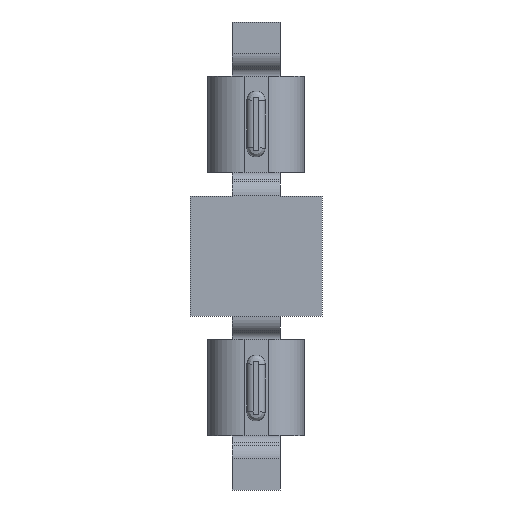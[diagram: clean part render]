
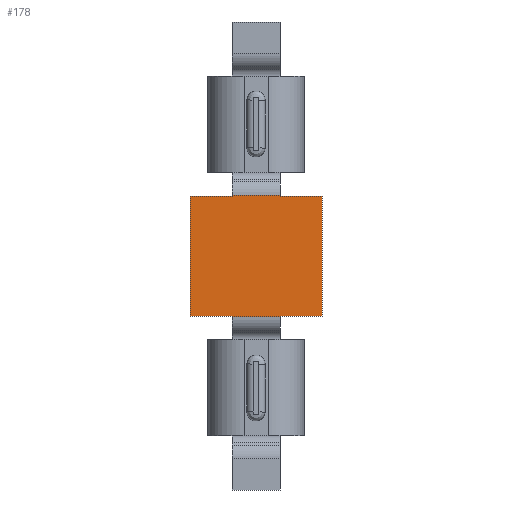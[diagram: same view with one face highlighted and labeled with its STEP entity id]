
A CAD part, front view. The second image highlights one B-rep face of the part: STEP entity #178.
In plain terms, the highlighted planar face has unit normal (0, -1, 0).
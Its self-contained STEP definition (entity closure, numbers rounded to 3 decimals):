
#178=ADVANCED_FACE('',(#515),#516,.F.);
#515=FACE_OUTER_BOUND('',#1904,.T.);
#516=PLANE('',#1905);
#1904=EDGE_LOOP('',(#4010,#4011,#4012,#4013,#4014,#4015,#4016,#4017,#4018,#4019,#4020,#4021));
#1905=AXIS2_PLACEMENT_3D('',#4022,#4023,#4024);
#4010=ORIENTED_EDGE('',*,*,#4960,.F.);
#4011=ORIENTED_EDGE('',*,*,#4961,.F.);
#4012=ORIENTED_EDGE('',*,*,#4949,.F.);
#4013=ORIENTED_EDGE('',*,*,#4920,.F.);
#4014=ORIENTED_EDGE('',*,*,#4917,.F.);
#4015=ORIENTED_EDGE('',*,*,#4913,.T.);
#4016=ORIENTED_EDGE('',*,*,#4911,.T.);
#4017=ORIENTED_EDGE('',*,*,#4910,.F.);
#4018=ORIENTED_EDGE('',*,*,#4906,.F.);
#4019=ORIENTED_EDGE('',*,*,#4903,.F.);
#4020=ORIENTED_EDGE('',*,*,#4959,.F.);
#4021=ORIENTED_EDGE('',*,*,#4962,.T.);
#4022=CARTESIAN_POINT('',(0.2,0.0,0.425));
#4023=DIRECTION('',(-0.0,1.0,0.0));
#4024=DIRECTION('',(1.0,0.0,0.0));
#4903=EDGE_CURVE('',#5582,#5584,#5585,.T.);
#4906=EDGE_CURVE('',#5584,#5589,#5590,.T.);
#4910=EDGE_CURVE('',#5589,#5592,#5595,.T.);
#4911=EDGE_CURVE('',#5596,#5592,#5597,.T.);
#4913=EDGE_CURVE('',#5599,#5596,#5600,.T.);
#4917=EDGE_CURVE('',#5599,#5606,#5607,.T.);
#4920=EDGE_CURVE('',#5606,#5611,#5612,.T.);
#4949=EDGE_CURVE('',#5611,#5662,#5663,.T.);
#4959=EDGE_CURVE('',#5677,#5582,#5679,.T.);
#4960=EDGE_CURVE('',#5680,#5681,#5682,.T.);
#4961=EDGE_CURVE('',#5662,#5680,#5683,.T.);
#4962=EDGE_CURVE('',#5677,#5681,#5684,.T.);
#5582=VERTEX_POINT('',#7130);
#5584=VERTEX_POINT('',#7133);
#5585=LINE('',#7134,#7135);
#5589=VERTEX_POINT('',#7141);
#5590=LINE('',#7142,#7143);
#5592=VERTEX_POINT('',#7146);
#5595=LINE('',#7150,#7151);
#5596=VERTEX_POINT('',#7152);
#5597=LINE('',#7153,#7154);
#5599=VERTEX_POINT('',#7156);
#5600=LINE('',#7157,#7158);
#5606=VERTEX_POINT('',#7167);
#5607=LINE('',#7168,#7169);
#5611=VERTEX_POINT('',#7175);
#5612=LINE('',#7176,#7177);
#5662=VERTEX_POINT('',#7249);
#5663=LINE('',#7250,#7251);
#5677=VERTEX_POINT('',#7271);
#5679=LINE('',#7274,#7275);
#5680=VERTEX_POINT('',#7276);
#5681=VERTEX_POINT('',#7277);
#5682=LINE('',#7278,#7279);
#5683=LINE('',#7280,#7281);
#5684=LINE('',#7282,#7283);
#7130=CARTESIAN_POINT('',(0.55,0.0,0.5));
#7133=CARTESIAN_POINT('',(0.55,0.0,-0.5));
#7134=CARTESIAN_POINT('',(0.55,0.0,0.5));
#7135=VECTOR('',#8643,1.0);
#7141=CARTESIAN_POINT('',(0.2,0.0,-0.5));
#7142=CARTESIAN_POINT('',(0.55,0.0,-0.5));
#7143=VECTOR('',#8646,0.35);
#7146=CARTESIAN_POINT('',(0.2,0.0,-0.507));
#7150=CARTESIAN_POINT('',(0.2,0.0,-0.5));
#7151=VECTOR('',#8652,0.007);
#7152=CARTESIAN_POINT('',(-0.2,0.0,-0.507));
#7153=CARTESIAN_POINT('',(-0.2,0.0,-0.507));
#7154=VECTOR('',#8653,0.4);
#7156=CARTESIAN_POINT('',(-0.2,0.0,-0.5));
#7157=CARTESIAN_POINT('',(-0.2,0.0,-0.5));
#7158=VECTOR('',#8657,0.007);
#7167=CARTESIAN_POINT('',(-0.55,0.0,-0.5));
#7168=CARTESIAN_POINT('',(-0.2,0.0,-0.5));
#7169=VECTOR('',#8661,0.35);
#7175=CARTESIAN_POINT('',(-0.55,0.0,0.5));
#7176=CARTESIAN_POINT('',(-0.55,0.0,-0.5));
#7177=VECTOR('',#8664,1.0);
#7249=CARTESIAN_POINT('',(-0.2,0.0,0.5));
#7250=CARTESIAN_POINT('',(-0.55,0.0,0.5));
#7251=VECTOR('',#8705,0.35);
#7271=CARTESIAN_POINT('',(0.2,0.0,0.5));
#7274=CARTESIAN_POINT('',(0.2,0.0,0.5));
#7275=VECTOR('',#8719,0.35);
#7276=CARTESIAN_POINT('',(-0.2,0.0,0.507));
#7277=CARTESIAN_POINT('',(0.2,0.0,0.507));
#7278=CARTESIAN_POINT('',(-0.2,0.0,0.507));
#7279=VECTOR('',#8720,0.4);
#7280=CARTESIAN_POINT('',(-0.2,0.0,0.5));
#7281=VECTOR('',#8721,0.007);
#7282=CARTESIAN_POINT('',(0.2,0.0,0.5));
#7283=VECTOR('',#8722,0.007);
#8643=DIRECTION('',(0.0,0.0,-1.0));
#8646=DIRECTION('',(-1.0,0.0,0.0));
#8652=DIRECTION('',(0.0,0.0,-1.0));
#8653=DIRECTION('',(1.0,0.0,0.0));
#8657=DIRECTION('',(0.0,0.0,-1.0));
#8661=DIRECTION('',(-1.0,0.0,0.0));
#8664=DIRECTION('',(0.0,0.0,1.0));
#8705=DIRECTION('',(1.0,0.0,0.0));
#8719=DIRECTION('',(1.0,0.0,0.0));
#8720=DIRECTION('',(1.0,0.0,0.0));
#8721=DIRECTION('',(0.0,0.0,1.0));
#8722=DIRECTION('',(0.0,0.0,1.0));
